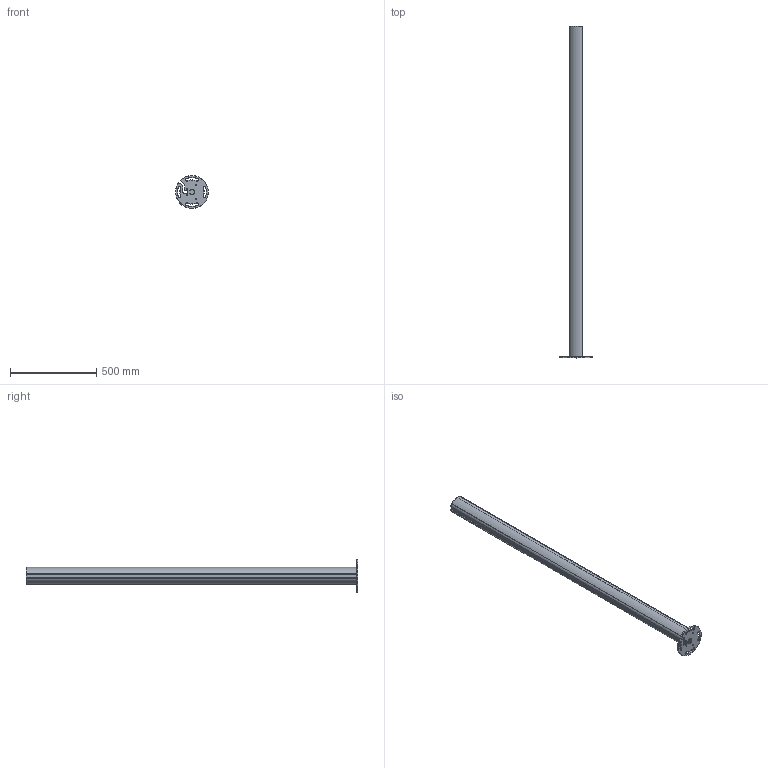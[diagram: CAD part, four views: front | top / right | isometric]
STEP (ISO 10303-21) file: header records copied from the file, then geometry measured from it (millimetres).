
FILE_DESCRIPTION (( 'STEP AP214' ), '1' );
FILE_NAME ('09-0623, 09-0628.STEP', '2023-08-31T20:06:11', ( '' ), ( '' ), 'SwSTEP 2.0', 'SolidWorks 2022', '' );
FILE_SCHEMA (( 'AUTOMOTIVE_DESIGN' ));
Length unit declared in the file: inch
Products named in the file (5): 000; 00; _-0001; _-0002; 09-0623, 09-0628
Assembly tree (4 placements, depth 2):
  09-0623, 09-0628
    00
    _-0001
    _-0002
    000
Bounding box: 189.81 x 1920 x 189.85 mm (x, y, z)
Volume: 2755193.7 mm3; surface area: 1467048 mm2
Topology: 4 solids, 4 shells, 220 faces, 564 edges, 348 vertices
Faces by surface type: cylinder 90, plane 70, cone 60
Full cylindrical faces by diameter (mm): 6 x1, 6.5 x3, 7 x4
Entity records: 6817 total; most frequent: DIRECTION 1201, CARTESIAN_POINT 1178, ORIENTED_EDGE 1088, EDGE_CURVE 544, AXIS2_PLACEMENT_3D 463, VERTEX_POINT 348, VECTOR 275, LINE 275
